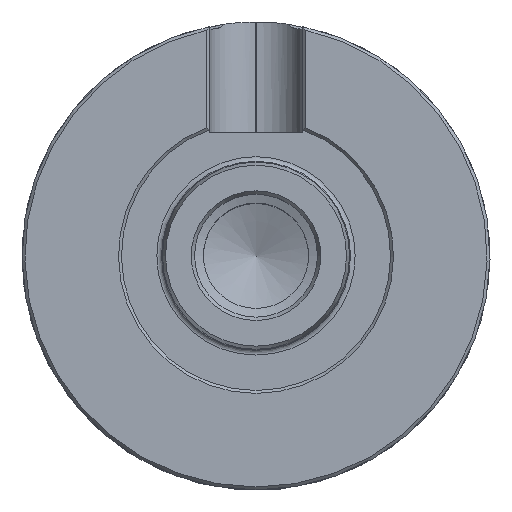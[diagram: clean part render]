
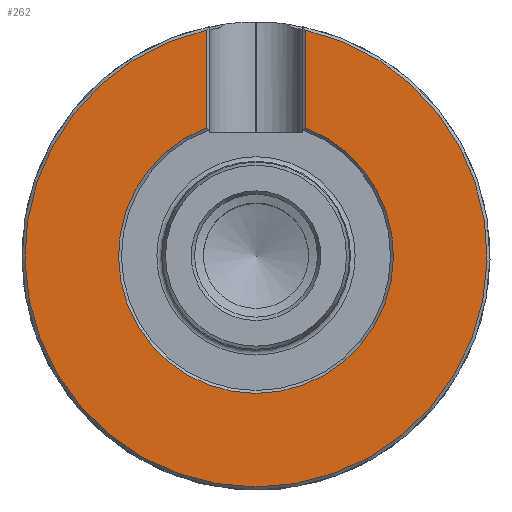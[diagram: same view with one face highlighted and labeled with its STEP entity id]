
A CAD part, top view. The second image highlights one B-rep face of the part: STEP entity #262.
In plain terms, the highlighted planar face has unit normal (0, 0, 1).
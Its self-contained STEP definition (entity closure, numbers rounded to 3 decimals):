
#103=LINE('',#1315,#125);
#104=LINE('',#1319,#126);
#125=VECTOR('',#992,1.);
#126=VECTOR('',#995,1.);
#196=PLANE('',#842);
#213=FACE_OUTER_BOUND('',#392,.T.);
#262=ADVANCED_FACE('',(#213),#196,.T.);
#392=EDGE_LOOP('',(#507,#508,#509,#510));
#507=ORIENTED_EDGE('',*,*,#719,.F.);
#508=ORIENTED_EDGE('',*,*,#721,.T.);
#509=ORIENTED_EDGE('',*,*,#722,.T.);
#510=ORIENTED_EDGE('',*,*,#723,.T.);
#647=VERTEX_POINT('',#1307);
#648=VERTEX_POINT('',#1309);
#649=VERTEX_POINT('',#1316);
#650=VERTEX_POINT('',#1318);
#719=EDGE_CURVE('',#647,#648,#777,.T.);
#721=EDGE_CURVE('',#647,#649,#103,.T.);
#722=EDGE_CURVE('',#649,#650,#778,.T.);
#723=EDGE_CURVE('',#650,#648,#104,.T.);
#777=CIRCLE('',#839,23.5);
#778=CIRCLE('',#841,39.5);
#839=AXIS2_PLACEMENT_3D('',#1308,#988,#989);
#841=AXIS2_PLACEMENT_3D('',#1317,#993,#994);
#842=AXIS2_PLACEMENT_3D('',#1320,#996,#997);
#988=DIRECTION('',(0.,0.,1.));
#989=DIRECTION('',(1.,0.,0.));
#992=DIRECTION('',(0.,1.,0.));
#993=DIRECTION('',(0.,0.,1.));
#994=DIRECTION('',(1.,0.,0.));
#995=DIRECTION('',(0.,-1.,0.));
#996=DIRECTION('',(0.,0.,1.));
#997=DIRECTION('',(-1.,0.,0.));
#1307=CARTESIAN_POINT('',(-8.511,21.905,0.));
#1308=CARTESIAN_POINT('',(0.,0.,0.));
#1309=CARTESIAN_POINT('',(8.511,21.905,0.));
#1315=CARTESIAN_POINT('',(-8.511,23.5,0.));
#1316=CARTESIAN_POINT('',(-8.511,38.572,0.));
#1317=CARTESIAN_POINT('',(0.,0.,0.));
#1318=CARTESIAN_POINT('',(8.511,38.572,0.));
#1319=CARTESIAN_POINT('',(8.511,23.5,0.));
#1320=CARTESIAN_POINT('',(0.,23.5,0.));
